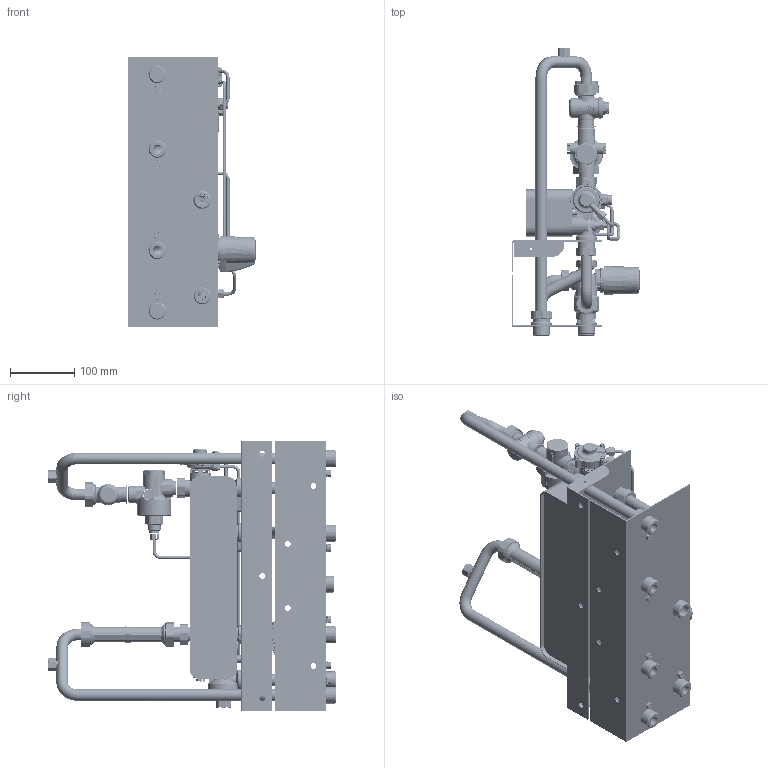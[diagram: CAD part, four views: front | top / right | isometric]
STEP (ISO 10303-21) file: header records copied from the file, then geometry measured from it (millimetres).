
FILE_DESCRIPTION(('CATIA V5 STEP Exchange','CAx-IF Rec.Pracs.--- Model Styling and Organization---1.5--- 2016-08-15','CAx-IF Rec.Pracs.---Supplemental Geometry---1.0---2011-11-01','CAx-IF Rec.Pracs.--- Composite Materials ---3.4---2017-06-13','CAx-IF Rec.Pracs.---Tessellated 3D Geometry---1.0---2015-12-17'),'2;1');
FILE_NAME('STEP_SATK16315_-_TST.stp','2024-07-31T08:57:38+00:00',('none'),('none'),'CATIA Version 5-6 Release 2020 SP5','CATIA V5 STEP AP242 v2','none');
FILE_SCHEMA(('AP242_MANAGED_MODEL_BASED_3D_ENGINEERING_MIM_LF {1 0 10303 442 1 1 4}'));
Products named in the file (1): SATK16315 - TST
Bounding box: 200 x 447.5 x 420 mm (x, y, z)
Volume: 479848.1 mm3; surface area: 917915.6 mm2
Topology: 15 solids, 180 shells, 7312 faces, 21349 edges, 14120 vertices
Faces by surface type: cylinder 2296, plane 1825, bspline 1670, cone 774, torus 508, sphere 239
Entity records: 351421 total; most frequent: CARTESIAN_POINT 184442, ORIENTED_EDGE 39617, DIRECTION 22867, EDGE_CURVE 21195, VERTEX_POINT 14124, AXIS2_PLACEMENT_3D 10886, B_SPLINE_CURVE_WITH_KNOTS 9306, EDGE_LOOP 7812
